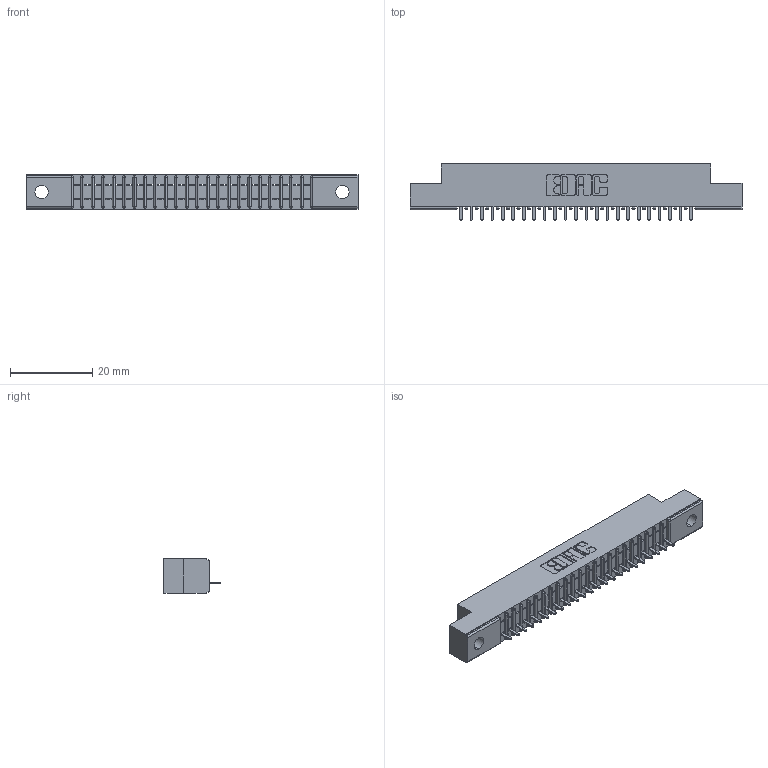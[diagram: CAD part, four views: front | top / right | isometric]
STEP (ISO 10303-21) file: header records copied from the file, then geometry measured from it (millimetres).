
FILE_DESCRIPTION (( 'STEP AP203' ), '1' );
FILE_NAME ('391-023-524-102.STEP', '2018-08-08T19:38:40', ( '' ), ( '' ), 'SwSTEP 2.0', 'SolidWorks 2016', '' );
FILE_SCHEMA (( 'CONFIG_CONTROL_DESIGN' ));
Length unit declared in the file: inch
Products named in the file (3): 341 Part_.128 (3.25) Dia Mounting Holes; 341-292-001_341-292-124; 391-023-524-102
Assembly tree (24 placements, depth 2):
  391-023-524-102
    341 Part_.128 (3.25) Dia Mounting Holes
    341-292-001_341-292-124  x23
Bounding box: 80.64 x 13.64 x 8.38 mm (x, y, z)
Volume: 4381.6 mm3; surface area: 7810.5 mm2
Topology: 24 solids, 24 shells, 2002 faces, 5767 edges, 3702 vertices
Faces by surface type: plane 1241, cylinder 669, sphere 48, torus 44
Entity records: 29632 total; most frequent: CARTESIAN_POINT 5026, ORIENTED_EDGE 5014, DIRECTION 4867, EDGE_CURVE 2507, VECTOR 2005, LINE 2005, VERTEX_POINT 1590, AXIS2_PLACEMENT_3D 1431
